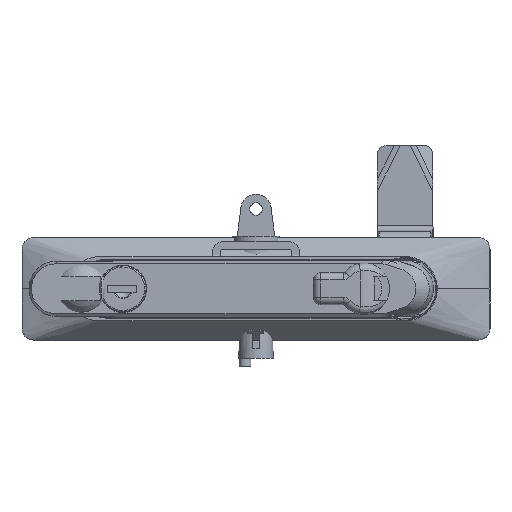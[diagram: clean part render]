
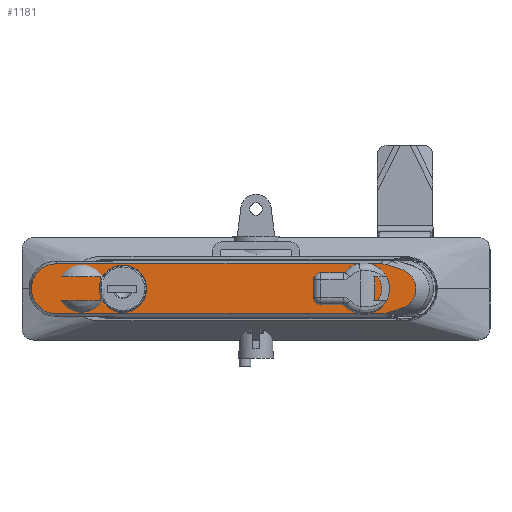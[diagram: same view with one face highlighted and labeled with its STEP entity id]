
A CAD part, top view. The second image highlights one B-rep face of the part: STEP entity #1181.
In plain terms, the highlighted face is planar.
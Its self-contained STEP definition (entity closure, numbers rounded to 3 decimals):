
#1181 = ADVANCED_FACE( '', ( #2719, #2720 ), #2721, .F. );
#2719 = FACE_BOUND( '', #6925, .T. );
#2720 = FACE_OUTER_BOUND( '', #6926, .T. );
#2721 = PLANE( '', #6927 );
#6925 = EDGE_LOOP( '', ( #11813 ) );
#6926 = EDGE_LOOP( '', ( #11814, #11815, #11816, #11817, #11818, #11819 ) );
#6927 = AXIS2_PLACEMENT_3D( '', #11820, #11821, #11822 );
#11813 = ORIENTED_EDGE( '', *, *, #18280, .T. );
#11814 = ORIENTED_EDGE( '', *, *, #18399, .F. );
#11815 = ORIENTED_EDGE( '', *, *, #18393, .F. );
#11816 = ORIENTED_EDGE( '', *, *, #18386, .T. );
#11817 = ORIENTED_EDGE( '', *, *, #18153, .F. );
#11818 = ORIENTED_EDGE( '', *, *, #18174, .T. );
#11819 = ORIENTED_EDGE( '', *, *, #18390, .F. );
#11820 = CARTESIAN_POINT( '', ( 59.6, 0., -3. ) );
#11821 = DIRECTION( '', ( 0., 0., 1. ) );
#11822 = DIRECTION( '', ( 0., 1., 0. ) );
#18153 = EDGE_CURVE( '', #21479, #21481, #21482, .T. );
#18174 = EDGE_CURVE( '', #21479, #21515, #21517, .T. );
#18280 = EDGE_CURVE( '', #21694, #21694, #21695, .T. );
#18386 = EDGE_CURVE( '', #21836, #21481, #21839, .T. );
#18390 = EDGE_CURVE( '', #21844, #21515, #21846, .T. );
#18393 = EDGE_CURVE( '', #21836, #21851, #21852, .T. );
#18399 = EDGE_CURVE( '', #21851, #21844, #21859, .T. );
#21479 = VERTEX_POINT( '', #28731 );
#21481 = VERTEX_POINT( '', #28745 );
#21482 = B_SPLINE_CURVE_WITH_KNOTS( '', 3, ( #28746, #28747, #28748, #28749, #28750, #28751, #28752, #28753, #28754, #28755, #28756, #28757, #28758, #28759, #28760, #28761, #28762, #28763, #28764 ), .UNSPECIFIED., .F., .F., ( 4, 3, 3, 1, 1, 1, 3, 3, 4 ), ( 0.24, 0.319, 0.335, 0.413, 0.5, 0.587, 0.665, 0.681, 0.76 ), .UNSPECIFIED. );
#21515 = VERTEX_POINT( '', #28932 );
#21517 = B_SPLINE_CURVE_WITH_KNOTS( '', 3, ( #28943, #28944, #28945, #28946, #28947, #28948, #28949, #28950, #28951 ), .UNSPECIFIED., .F., .F., ( 4, 2, 2, 1, 4 ), ( 0., 0.001, 0.001, 0.002, 0.002 ), .UNSPECIFIED. );
#21694 = VERTEX_POINT( '', #29446 );
#21695 = CIRCLE( '', #29447, 8.1 );
#21836 = VERTEX_POINT( '', #29763 );
#21839 = B_SPLINE_CURVE_WITH_KNOTS( '', 3, ( #29797, #29798, #29799, #29800, #29801, #29802, #29803, #29804, #29805 ), .UNSPECIFIED., .F., .F., ( 4, 1, 2, 2, 4 ), ( 0., 0.001, 0.001, 0.002, 0.002 ), .UNSPECIFIED. );
#21844 = VERTEX_POINT( '', #29811 );
#21846 = LINE( '', #29814, #29815 );
#21851 = VERTEX_POINT( '', #29821 );
#21852 = LINE( '', #29822, #29823 );
#21859 = CIRCLE( '', #29839, 8.558 );
#28731 = CARTESIAN_POINT( '', ( -53.533, 8.196, -3. ) );
#28745 = CARTESIAN_POINT( '', ( -53.533, -8.196, -3. ) );
#28746 = CARTESIAN_POINT( '', ( -53.533, 8.196, -3. ) );
#28747 = CARTESIAN_POINT( '', ( -54.865, 7.777, -3. ) );
#28748 = CARTESIAN_POINT( '', ( -56.196, 7.357, -3. ) );
#28749 = CARTESIAN_POINT( '', ( -57.528, 6.937, -3. ) );
#28750 = CARTESIAN_POINT( '', ( -57.804, 6.85, -3. ) );
#28751 = CARTESIAN_POINT( '', ( -58.079, 6.763, -3. ) );
#28752 = CARTESIAN_POINT( '', ( -58.355, 6.676, -3. ) );
#28753 = CARTESIAN_POINT( '', ( -59.694, 6.254, -3. ) );
#28754 = CARTESIAN_POINT( '', ( -62.233, 4.494, -3. ) );
#28755 = CARTESIAN_POINT( '', ( -63.783, 0., -3. ) );
#28756 = CARTESIAN_POINT( '', ( -62.233, -4.494, -3. ) );
#28757 = CARTESIAN_POINT( '', ( -59.694, -6.254, -3. ) );
#28758 = CARTESIAN_POINT( '', ( -58.355, -6.676, -3. ) );
#28759 = CARTESIAN_POINT( '', ( -58.079, -6.763, -3. ) );
#28760 = CARTESIAN_POINT( '', ( -57.804, -6.85, -3. ) );
#28761 = CARTESIAN_POINT( '', ( -57.528, -6.937, -3. ) );
#28762 = CARTESIAN_POINT( '', ( -56.196, -7.357, -3. ) );
#28763 = CARTESIAN_POINT( '', ( -54.865, -7.777, -3. ) );
#28764 = CARTESIAN_POINT( '', ( -53.533, -8.196, -3. ) );
#28932 = CARTESIAN_POINT( '', ( -51.145, 8.558, -3. ) );
#28943 = CARTESIAN_POINT( '', ( -53.533, 8.196, -3. ) );
#28944 = CARTESIAN_POINT( '', ( -53.339, 8.258, -3. ) );
#28945 = CARTESIAN_POINT( '', ( -53.143, 8.311, -3. ) );
#28946 = CARTESIAN_POINT( '', ( -52.75, 8.401, -3. ) );
#28947 = CARTESIAN_POINT( '', ( -52.552, 8.439, -3. ) );
#28948 = CARTESIAN_POINT( '', ( -52.154, 8.498, -3. ) );
#28949 = CARTESIAN_POINT( '', ( -51.754, 8.543, -3. ) );
#28950 = CARTESIAN_POINT( '', ( -51.349, 8.558, -3. ) );
#28951 = CARTESIAN_POINT( '', ( -51.145, 8.558, -3. ) );
#29446 = CARTESIAN_POINT( '', ( 45., 0., -3. ) );
#29447 = AXIS2_PLACEMENT_3D( '', #36485, #36486, #36487 );
#29763 = CARTESIAN_POINT( '', ( -51.145, -8.558, -3. ) );
#29797 = CARTESIAN_POINT( '', ( -51.145, -8.558, -3. ) );
#29798 = CARTESIAN_POINT( '', ( -51.349, -8.558, -3. ) );
#29799 = CARTESIAN_POINT( '', ( -51.754, -8.543, -3. ) );
#29800 = CARTESIAN_POINT( '', ( -52.154, -8.498, -3. ) );
#29801 = CARTESIAN_POINT( '', ( -52.552, -8.439, -3. ) );
#29802 = CARTESIAN_POINT( '', ( -52.75, -8.401, -3. ) );
#29803 = CARTESIAN_POINT( '', ( -53.143, -8.311, -3. ) );
#29804 = CARTESIAN_POINT( '', ( -53.339, -8.258, -3. ) );
#29805 = CARTESIAN_POINT( '', ( -53.533, -8.196, -3. ) );
#29811 = CARTESIAN_POINT( '', ( 59.6, 8.558, -3. ) );
#29814 = CARTESIAN_POINT( '', ( 59.6, 8.558, -3. ) );
#29815 = VECTOR( '', #36662, 1000. );
#29821 = CARTESIAN_POINT( '', ( 59.6, -8.558, -3. ) );
#29822 = CARTESIAN_POINT( '', ( 59.6, -8.558, -3. ) );
#29823 = VECTOR( '', #36667, 1000. );
#29839 = AXIS2_PLACEMENT_3D( '', #36674, #36675, #36676 );
#36485 = CARTESIAN_POINT( '', ( 36.9, 0., -3. ) );
#36486 = DIRECTION( '', ( 0., 0., 1. ) );
#36487 = DIRECTION( '', ( 1., 0., 0. ) );
#36662 = DIRECTION( '', ( -1., 0., 0. ) );
#36667 = DIRECTION( '', ( 1., 0., 0. ) );
#36674 = CARTESIAN_POINT( '', ( 59.6, 0., -3. ) );
#36675 = DIRECTION( '', ( 0., 0., 1. ) );
#36676 = DIRECTION( '', ( 1., 0., 0. ) );
